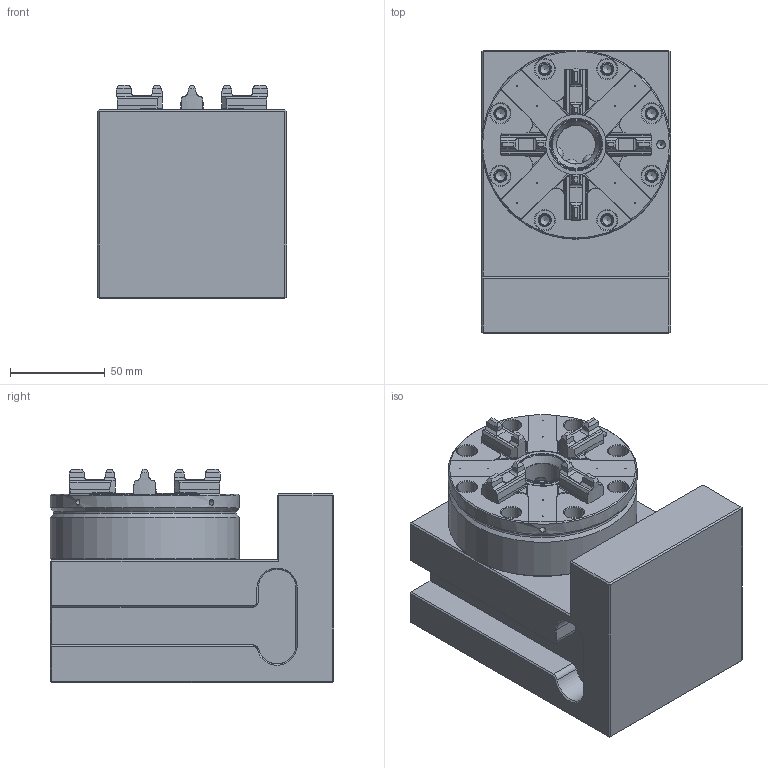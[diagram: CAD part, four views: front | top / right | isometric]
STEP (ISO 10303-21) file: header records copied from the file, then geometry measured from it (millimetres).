
FILE_DESCRIPTION(/* description */ (''),/* implementation_level */ '2;1');
FILE_NAME(/* name */ 'ER-A100-T1-L100.stp',/* time_stamp */ '2022-03-24T13:29:00+08:00',/* author */ (''),/* organization */ (''),/* preprocessor_version */ 'ST-DEVELOPER v11',/* originating_system */ 'SIEMENS PLM Software NX 7.0',/* authorisation */ '');
FILE_SCHEMA (('CONFIG_CONTROL_DESIGN'));
Length unit declared in the file: millimetre
Products named in the file (1): Admi8CD76ppd
Bounding box: 100 x 150 x 113 mm (x, y, z)
Volume: 1153318.2 mm3; surface area: 139201 mm2
Topology: 6 solids, 6 shells, 553 faces, 1460 edges, 938 vertices
Faces by surface type: plane 268, cylinder 202, cone 65, torus 8, bspline 7, sphere 3
Full cylindrical faces by diameter (mm): 0.6 x8, 2.5 x16, 3 x4, 4 x13, 5 x8, 6 x8, 7 x8, 7.7 x7, 8.05 x7, 10.5 x8, 11 x12, 20.5 x2, 24 x1, 26.5 x2, 27 x4, 27.3 x1, 28 x1, 32 x2, 42 x1, 76 x1, 76.5 x1, 100 x2
Entity records: 17328 total; most frequent: CARTESIAN_POINT 4729, DIRECTION 2667, ORIENTED_EDGE 2300, EDGE_CURVE 1150, AXIS2_PLACEMENT_3D 1067, VERTEX_POINT 834, EDGE_LOOP 825, ADVANCED_FACE 553
